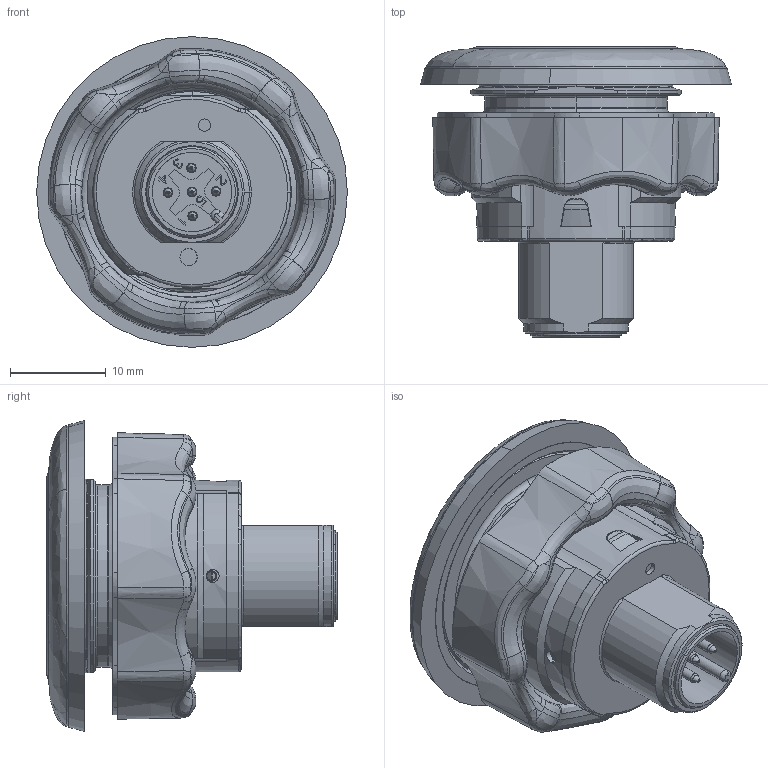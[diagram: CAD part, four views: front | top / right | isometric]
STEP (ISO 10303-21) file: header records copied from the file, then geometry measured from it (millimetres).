
FILE_DESCRIPTION (( 'STEP AP203' ), '1' );
FILE_NAME ('CS10HMSDT-C12-02FB.step', '2022-01-19T13:10:01', ( '' ), ( '' ), 'SwSTEP 2.0', 'SolidWorks 2021', '' );
FILE_SCHEMA (( 'CONFIG_CONTROL_DESIGN' ));
Length unit declared in the file: millimetre
Products named in the file (1): CS10HMSDT-C12-02FB
Bounding box: 32.44 x 30.3 x 32.44 mm (x, y, z)
Volume: 10672.2 mm3; surface area: 9349.1 mm2
Topology: 3 solids, 6 shells, 791 faces, 1956 edges, 1203 vertices
Faces by surface type: plane 255, bspline 150, cone 141, cylinder 137, torus 72, sphere 36
Entity records: 30059 total; most frequent: CARTESIAN_POINT 12405, ORIENTED_EDGE 3868, DIRECTION 3443, EDGE_CURVE 1934, AXIS2_PLACEMENT_3D 1335, VERTEX_POINT 1203, EDGE_LOOP 855, FACE_OUTER_BOUND 791
